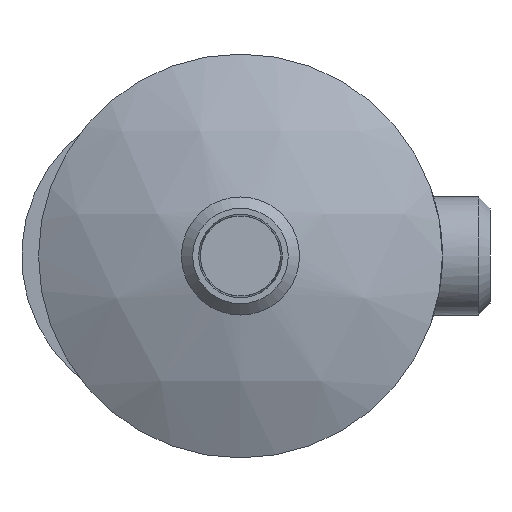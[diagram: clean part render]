
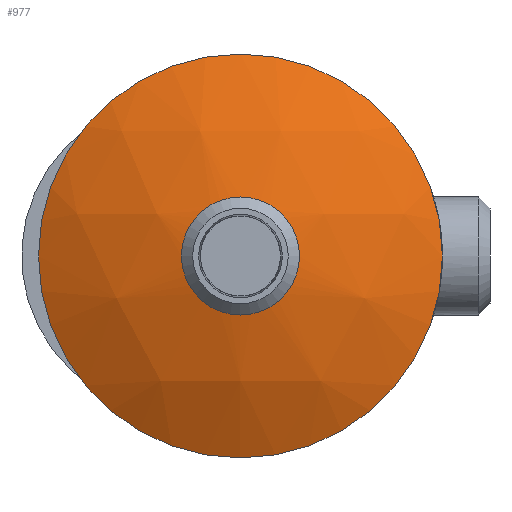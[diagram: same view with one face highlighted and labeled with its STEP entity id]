
A CAD part, front view. The second image highlights one B-rep face of the part: STEP entity #977.
In plain terms, the highlighted spherical face has radius 114.776 mm.
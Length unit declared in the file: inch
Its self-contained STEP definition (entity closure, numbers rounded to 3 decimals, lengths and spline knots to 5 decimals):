
#456=CARTESIAN_POINT('',(-0.6575,-7.07691,0.));
#457=VERTEX_POINT('',#456);
#458=CARTESIAN_POINT('',(0.0,-7.07691,0.0));
#459=DIRECTION('',(0.0,1.0,0.0));
#460=DIRECTION('',(1.0,0.0,0.0));
#461=AXIS2_PLACEMENT_3D('',#458,#459,#460);
#462=CIRCLE('',#461,0.6575);
#463=EDGE_CURVE('',#457,#457,#462,.T.);
#958=CARTESIAN_POINT('',(0.,-2.60625,0.0));
#959=DIRECTION('',(0.0,0.0,1.0));
#960=DIRECTION('',(1.0,0.0,0.0));
#961=AXIS2_PLACEMENT_3D('',#958,#959,#960);
#962=SPHERICAL_SURFACE('',#961,4.51875);
#963=ORIENTED_EDGE('',*,*,#463,.T.);
#964=EDGE_LOOP('',(#963));
#965=FACE_OUTER_BOUND('',#964,.T.);
#966=CARTESIAN_POINT('',(2.25,-6.525,0.0));
#967=VERTEX_POINT('',#966);
#968=CARTESIAN_POINT('',(0.,-6.525,0.0));
#969=DIRECTION('',(0.0,-1.0,0.0));
#970=DIRECTION('',(1.0,0.0,0.0));
#971=AXIS2_PLACEMENT_3D('',#968,#969,#970);
#972=CIRCLE('',#971,2.25);
#973=EDGE_CURVE('',#967,#967,#972,.T.);
#974=ORIENTED_EDGE('',*,*,#973,.T.);
#975=EDGE_LOOP('',(#974));
#976=FACE_BOUND('',#975,.T.);
#977=ADVANCED_FACE('',(#965,#976),#962,.T.);
